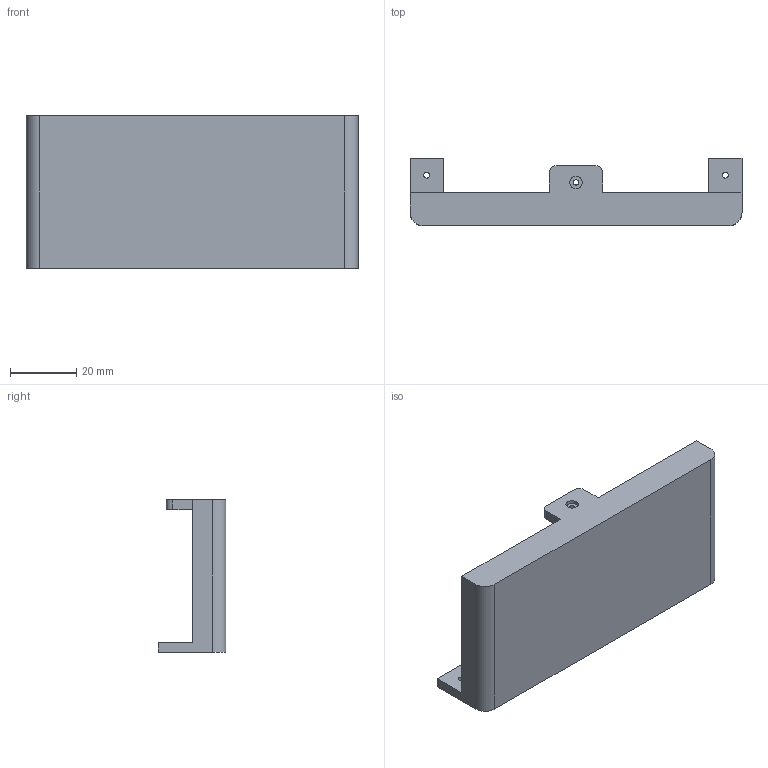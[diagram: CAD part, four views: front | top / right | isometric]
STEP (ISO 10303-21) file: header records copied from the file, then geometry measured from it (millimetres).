
FILE_DESCRIPTION(/* description */ (''),/* implementation_level */ '2;1');
FILE_NAME(/* name */ 'gantry-cap-v1.step',/* time_stamp */ '2024-08-22T11:02:22+01:00',/* author */ (''),/* organization */ (''),/* preprocessor_version */ 'ST-DEVELOPER v20',/* originating_system */ 'Autodesk Translation Framework v13.14.0.145',/* authorisation */ '');
FILE_SCHEMA (('AUTOMOTIVE_DESIGN { 1 0 10303 214 3 1 1 }'));
Length unit declared in the file: millimetre
Products named in the file (2): QAssmbly; Em Gantry Cap
Assembly tree (1 placements, depth 2):
  QAssmbly
    Em Gantry Cap
Bounding box: 100 x 20.4 x 46 mm (x, y, z)
Volume: 34901.4 mm3; surface area: 15504.7 mm2
Topology: 1 solids, 1 shells, 45 faces, 120 edges, 80 vertices
Faces by surface type: plane 31, cylinder 14
Full cylindrical faces by diameter (mm): 1.623 x1, 1.769 x2, 3.78 x3
Entity records: 1474 total; most frequent: CARTESIAN_POINT 248, DIRECTION 244, ORIENTED_EDGE 240, EDGE_CURVE 120, LINE 92, VECTOR 92, VERTEX_POINT 80, AXIS2_PLACEMENT_3D 76
